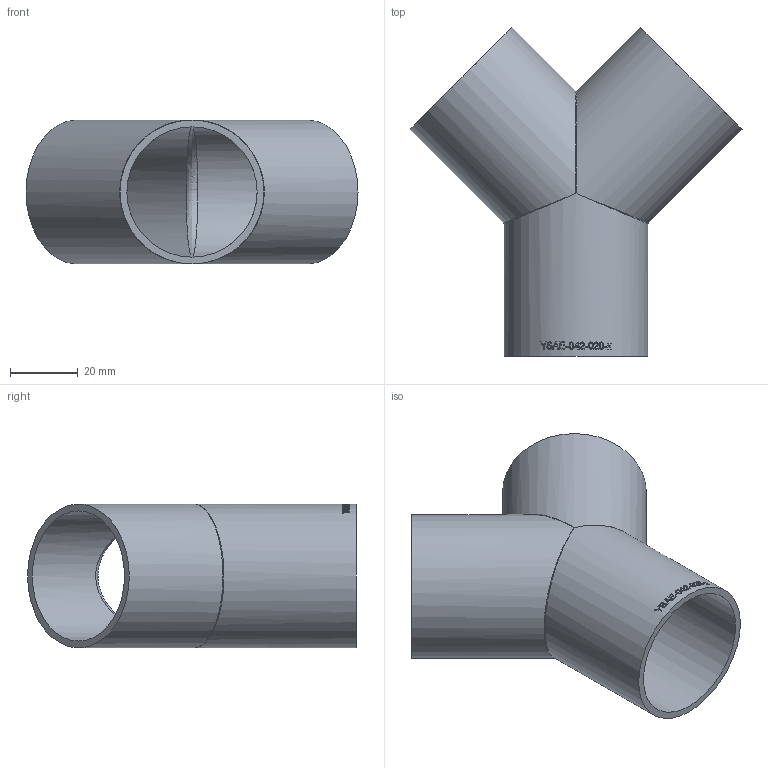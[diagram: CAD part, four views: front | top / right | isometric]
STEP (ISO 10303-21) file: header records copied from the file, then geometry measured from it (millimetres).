
FILE_DESCRIPTION (( 'STEP AP214' ), '1' );
FILE_NAME ('YSAE-042-020-x Y-Stück 2005.STEP', '2020-05-26T13:36:52', ( '' ), ( '' ), 'SwSTEP 2.0', 'SolidWorks 2019', '' );
FILE_SCHEMA (( 'AUTOMOTIVE_DESIGN' ));
Length unit declared in the file: millimetre
Products named in the file (1): YSAE-042-020-x Y-Stück 2005
Bounding box: 97.86 x 96.93 x 42.4 mm (x, y, z)
Volume: 30543 mm3; surface area: 31301.4 mm2
Topology: 1 solids, 1 shells, 183 faces, 490 edges, 314 vertices
Faces by surface type: bspline 97, plane 61, cylinder 25
Full cylindrical faces by diameter (mm): 38.4 x3, 42.4 x3
Entity records: 17079 total; most frequent: CARTESIAN_POINT 11647, ORIENTED_EDGE 930, EDGE_CURVE 465, DIRECTION 414, VERTEX_POINT 308, B_SPLINE_CURVE_WITH_KNOTS 291, EDGE_LOOP 211, FACE_OUTER_BOUND 189
